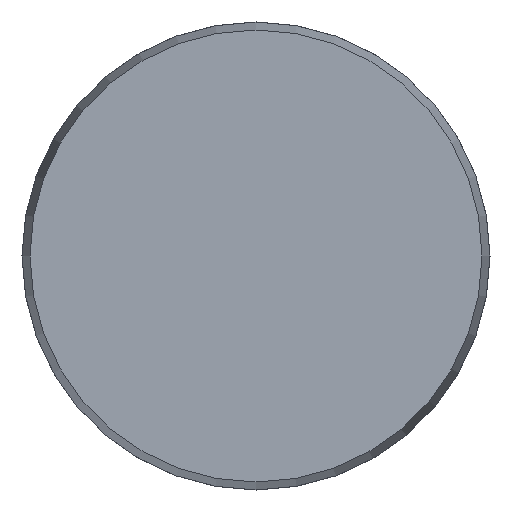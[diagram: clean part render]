
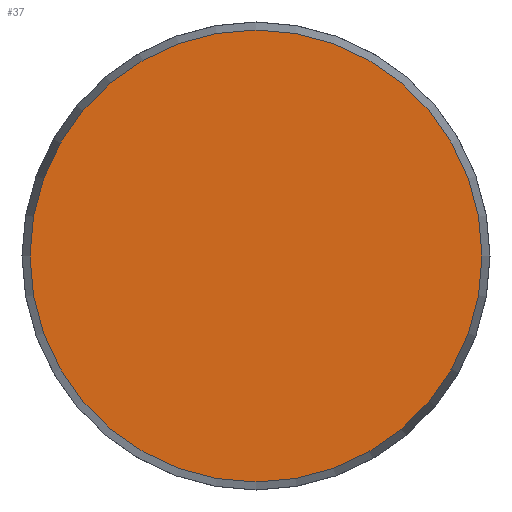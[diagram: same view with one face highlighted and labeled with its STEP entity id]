
A CAD part, front view. The second image highlights one B-rep face of the part: STEP entity #37.
In plain terms, the highlighted planar face has unit normal (0, -1, 0).
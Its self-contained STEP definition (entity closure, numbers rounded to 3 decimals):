
#28 = EDGE_LOOP ( 'NONE', ( #297 ) ) ;
#32 = DIRECTION ( 'NONE',  ( 0., -1., 0. ) ) ;
#37 = ADVANCED_FACE ( 'NONE', ( #627 ), #52, .F. ) ;
#52 = PLANE ( 'NONE',  #725 ) ;
#141 = CIRCLE ( 'NONE', #363, 24.143 ) ;
#250 = DIRECTION ( 'NONE',  ( 0., 0., 1. ) ) ;
#297 = ORIENTED_EDGE ( 'NONE', *, *, #306, .T. ) ;
#299 = VERTEX_POINT ( 'NONE', #553 ) ;
#306 = EDGE_CURVE ( 'NONE', #299, #299, #141, .T. ) ;
#363 = AXIS2_PLACEMENT_3D ( 'NONE', #418, #32, #660 ) ;
#418 = CARTESIAN_POINT ( 'NONE',  ( 0., 0., 0. ) ) ;
#553 = CARTESIAN_POINT ( 'NONE',  ( 0., 0., -24.143 ) ) ;
#565 = CARTESIAN_POINT ( 'NONE',  ( -24.143, 0., 0. ) ) ;
#627 = FACE_OUTER_BOUND ( 'NONE', #28, .T. ) ;
#660 = DIRECTION ( 'NONE',  ( 0., 0., -1. ) ) ;
#725 = AXIS2_PLACEMENT_3D ( 'NONE', #565, #805, #250 ) ;
#805 = DIRECTION ( 'NONE',  ( 0., 1., 0. ) ) ;
